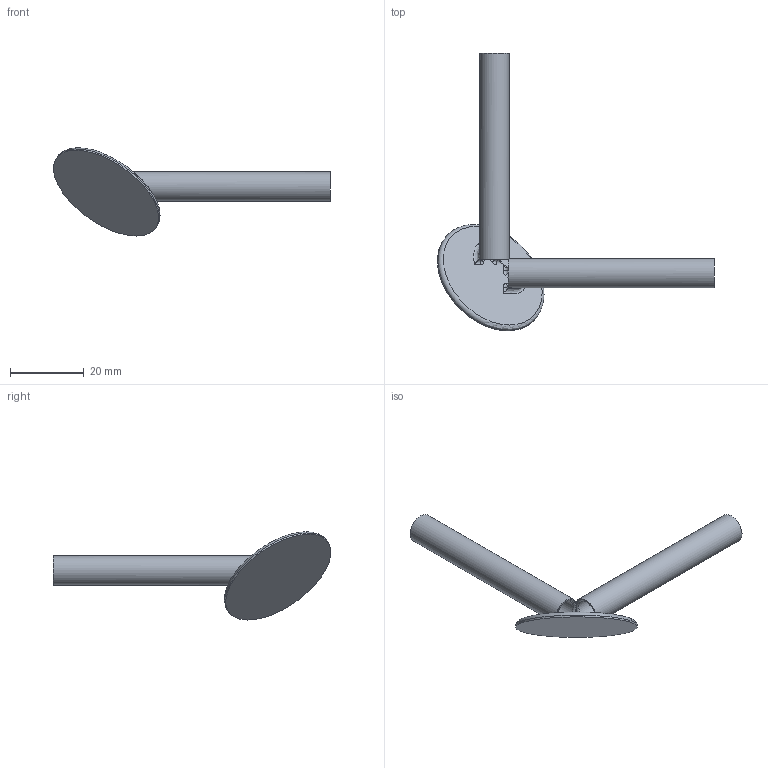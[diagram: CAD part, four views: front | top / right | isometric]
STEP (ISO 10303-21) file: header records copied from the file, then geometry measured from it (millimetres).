
FILE_DESCRIPTION(/* description */ (''),/* implementation_level */ '2;1');
FILE_NAME(/* name */ 'Ant42.step',/* time_stamp */ '2025-04-12T20:03:40+01:00',/* author */ (''),/* organization */ (''),/* preprocessor_version */ 'ST-DEVELOPER v20.1',/* originating_system */ 'Autodesk Translation Framework v14.4.0.0',/* authorisation */ '');
FILE_SCHEMA (('AUTOMOTIVE_DESIGN { 1 0 10303 214 3 1 1 }'));
Length unit declared in the file: millimetre
Products named in the file (1): Ant42
Bounding box: 75.19 x 75.37 x 23.95 mm (x, y, z)
Volume: 3296.9 mm3; surface area: 6881.7 mm2
Topology: 1 solids, 1 shells, 42 faces, 121 edges, 78 vertices
Faces by surface type: bspline 20, plane 10, cylinder 9, torus 3
Full cylindrical faces by diameter (mm): 6.4 x2, 8 x2, 33 x1
Entity records: 2517 total; most frequent: CARTESIAN_POINT 1475, ORIENTED_EDGE 250, DIRECTION 159, EDGE_CURVE 125, VERTEX_POINT 82, AXIS2_PLACEMENT_3D 69, B_SPLINE_CURVE_WITH_KNOTS 58, EDGE_LOOP 45
